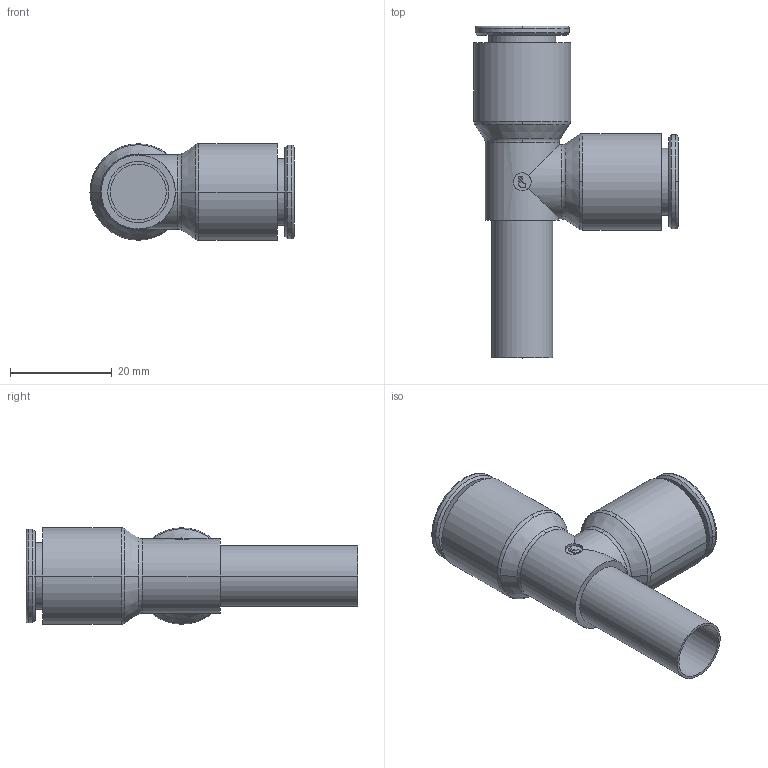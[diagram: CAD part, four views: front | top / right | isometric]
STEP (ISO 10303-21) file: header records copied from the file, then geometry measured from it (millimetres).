
FILE_DESCRIPTION(('STEP AP214'),'1');
FILE_NAME('3183_12_00.stp','2016-07-07T14:59:11',('TraceParts'),('TraceParts S.A.'),'Spatial InterOp 3D',' ',' ');
FILE_SCHEMA(('automotive_design'));
Length unit declared in the file: millimetre
Products named in the file (1): 1
Bounding box: 40.15 x 65.31 x 19 mm (x, y, z)
Volume: 8456.6 mm3; surface area: 8567.6 mm2
Topology: 1 solids, 1 shells, 84 faces, 218 edges, 143 vertices
Faces by surface type: cylinder 36, plane 27, torus 12, cone 8, sphere 1
Entity records: 2863 total; most frequent: CARTESIAN_POINT 690, DIRECTION 498, ORIENTED_EDGE 432, EDGE_CURVE 216, AXIS2_PLACEMENT_3D 207, VERTEX_POINT 143, CIRCLE 116, EDGE_LOOP 95
